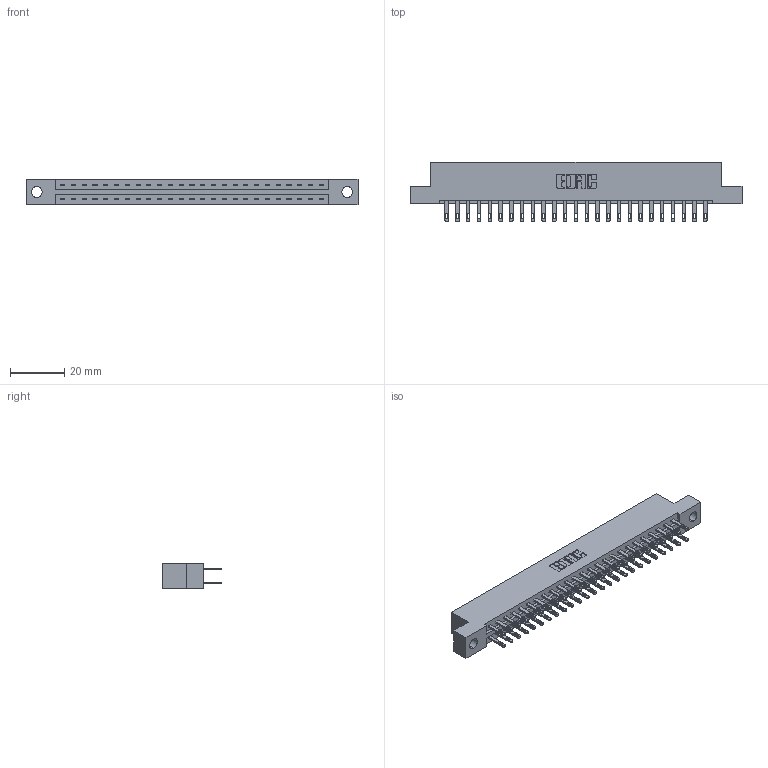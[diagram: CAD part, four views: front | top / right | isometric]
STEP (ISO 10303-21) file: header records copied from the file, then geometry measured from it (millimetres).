
FILE_DESCRIPTION (( 'STEP AP203' ), '1' );
FILE_NAME ('337-050-500-204.STEP', '2019-10-09T15:24:50', ( '' ), ( '' ), 'SwSTEP 2.0', 'SolidWorks 2016', '' );
FILE_SCHEMA (( 'CONFIG_CONTROL_DESIGN' ));
Length unit declared in the file: inch
Products named in the file (3): 345-292-001_345-293-100; 337-050-500-204; 337 Part_Flush Mounting Lugs - 0.156 Dia-TH
Assembly tree (51 placements, depth 2):
  337-050-500-204
    337 Part_Flush Mounting Lugs - 0.156 Dia-TH
    345-292-001_345-293-100  x50
Bounding box: 122.07 x 21.85 x 9.4 mm (x, y, z)
Volume: 12703.6 mm3; surface area: 14548.5 mm2
Topology: 51 solids, 51 shells, 2614 faces, 7961 edges, 5306 vertices
Faces by surface type: plane 1670, cylinder 944
Entity records: 21515 total; most frequent: CARTESIAN_POINT 3638, ORIENTED_EDGE 3574, DIRECTION 3127, EDGE_CURVE 1787, VECTOR 1655, LINE 1655, VERTEX_POINT 1190, AXIS2_PLACEMENT_3D 736
